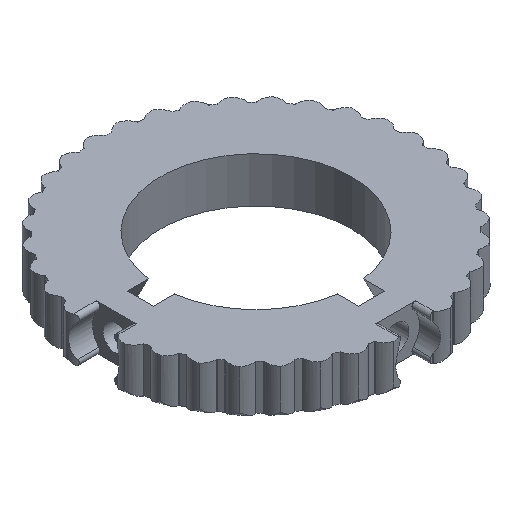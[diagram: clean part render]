
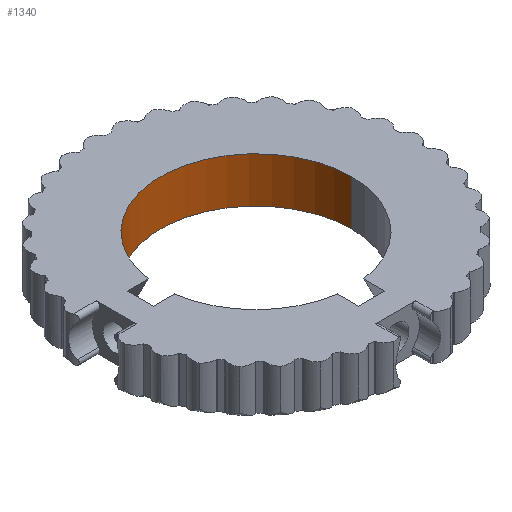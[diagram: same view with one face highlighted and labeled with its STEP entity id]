
A CAD part, isometric view. The second image highlights one B-rep face of the part: STEP entity #1340.
In plain terms, the highlighted cylindrical face has radius 12.65 mm (diameter 25.3 mm), a partial arc.
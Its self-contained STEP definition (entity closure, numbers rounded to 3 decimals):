
#165 =( BOUNDED_CURVE ( )  B_SPLINE_CURVE ( 3, ( #1672, #6935, #3671, #7643 ),
 .UNSPECIFIED., .F., .F. ) 
 B_SPLINE_CURVE_WITH_KNOTS ( ( 4, 4 ),
 ( 4.85, 4.99 ),
 .UNSPECIFIED. ) 
 CURVE ( )  GEOMETRIC_REPRESENTATION_ITEM ( )  RATIONAL_B_SPLINE_CURVE ( ( 1., 0.998, 0.998, 1. ) ) 
 REPRESENTATION_ITEM ( '' )  );
#179 = EDGE_CURVE ( 'NONE', #6570, #8179, #6942, .T. ) ;
#510 = FACE_OUTER_BOUND ( 'NONE', #851, .T. ) ;
#615 = AXIS2_PLACEMENT_3D ( 'NONE', #8324, #6879, #1790 ) ;
#702 = LINE ( 'NONE', #3384, #5410 ) ;
#851 = EDGE_LOOP ( 'NONE', ( #2049, #7486, #2991, #1627, #2084 ) ) ;
#1119 = CARTESIAN_POINT ( 'NONE',  ( 12.65, 0., -14.5 ) ) ;
#1340 = ADVANCED_FACE ( 'NONE', ( #510 ), #3149, .F. ) ;
#1391 = VERTEX_POINT ( 'NONE', #3879 ) ;
#1627 = ORIENTED_EDGE ( 'NONE', *, *, #6615, .F. ) ;
#1672 = CARTESIAN_POINT ( 'NONE',  ( -12.531, 1.732, -14.5 ) ) ;
#1686 = CARTESIAN_POINT ( 'NONE',  ( 0., 0., -14.5 ) ) ;
#1790 = DIRECTION ( 'NONE',  ( -1., 0., 0. ) ) ;
#1798 = CARTESIAN_POINT ( 'NONE',  ( -12.166, 3.464, -11.5 ) ) ;
#2049 = ORIENTED_EDGE ( 'NONE', *, *, #5236, .T. ) ;
#2084 = ORIENTED_EDGE ( 'NONE', *, *, #2281, .F. ) ;
#2240 = CIRCLE ( 'NONE', #7081, 12.65 ) ;
#2281 = EDGE_CURVE ( 'NONE', #8476, #1391, #165, .T. ) ;
#2318 = VERTEX_POINT ( 'NONE', #1119 ) ;
#2529 = DIRECTION ( 'NONE',  ( 1., 0., 0. ) ) ;
#2735 = DIRECTION ( 'NONE',  ( 0., 0., 1. ) ) ;
#2991 = ORIENTED_EDGE ( 'NONE', *, *, #179, .F. ) ;
#3149 = CYLINDRICAL_SURFACE ( 'NONE', #7650, 12.65 ) ;
#3384 = CARTESIAN_POINT ( 'NONE',  ( 12.65, 0., -14.5 ) ) ;
#3669 = CARTESIAN_POINT ( 'NONE',  ( -12.531, 1.732, -8.5 ) ) ;
#3671 = CARTESIAN_POINT ( 'NONE',  ( -12.328, 2.896, -12.484 ) ) ;
#3879 = CARTESIAN_POINT ( 'NONE',  ( -12.166, 3.464, -11.5 ) ) ;
#4777 = CARTESIAN_POINT ( 'NONE',  ( 12.65, 0., -8.5 ) ) ;
#5075 = CARTESIAN_POINT ( 'NONE',  ( -12.328, 2.896, -10.516 ) ) ;
#5174 = CARTESIAN_POINT ( 'NONE',  ( -12.531, 1.732, -14.5 ) ) ;
#5236 = EDGE_CURVE ( 'NONE', #8476, #2318, #2240, .T. ) ;
#5410 = VECTOR ( 'NONE', #2735, 1000. ) ;
#5668 =( BOUNDED_CURVE ( )  B_SPLINE_CURVE ( 3, ( #1798, #5075, #7074, #8250 ),
 .UNSPECIFIED., .F., .F. ) 
 B_SPLINE_CURVE_WITH_KNOTS ( ( 4, 4 ),
 ( 4.435, 4.575 ),
 .UNSPECIFIED. ) 
 CURVE ( )  GEOMETRIC_REPRESENTATION_ITEM ( )  RATIONAL_B_SPLINE_CURVE ( ( 1., 0.998, 0.998, 1. ) ) 
 REPRESENTATION_ITEM ( '' )  );
#5753 = CARTESIAN_POINT ( 'NONE',  ( 0., 0., -14.5 ) ) ;
#6261 = DIRECTION ( 'NONE',  ( 0., 0., -1. ) ) ;
#6570 = VERTEX_POINT ( 'NONE', #3669 ) ;
#6615 = EDGE_CURVE ( 'NONE', #1391, #6570, #5668, .T. ) ;
#6879 = DIRECTION ( 'NONE',  ( 0., 0., -1. ) ) ;
#6902 = DIRECTION ( 'NONE',  ( -1., 0., 0. ) ) ;
#6935 = CARTESIAN_POINT ( 'NONE',  ( -12.45, 2.317, -13.486 ) ) ;
#6942 = CIRCLE ( 'NONE', #615, 12.65 ) ;
#7074 = CARTESIAN_POINT ( 'NONE',  ( -12.45, 2.317, -9.514 ) ) ;
#7081 = AXIS2_PLACEMENT_3D ( 'NONE', #1686, #6261, #6902 ) ;
#7157 = DIRECTION ( 'NONE',  ( 0., 0., 1. ) ) ;
#7486 = ORIENTED_EDGE ( 'NONE', *, *, #7595, .T. ) ;
#7595 = EDGE_CURVE ( 'NONE', #2318, #8179, #702, .T. ) ;
#7643 = CARTESIAN_POINT ( 'NONE',  ( -12.166, 3.464, -11.5 ) ) ;
#7650 = AXIS2_PLACEMENT_3D ( 'NONE', #5753, #7157, #2529 ) ;
#8179 = VERTEX_POINT ( 'NONE', #4777 ) ;
#8250 = CARTESIAN_POINT ( 'NONE',  ( -12.531, 1.732, -8.5 ) ) ;
#8324 = CARTESIAN_POINT ( 'NONE',  ( 0., 0., -8.5 ) ) ;
#8476 = VERTEX_POINT ( 'NONE', #5174 ) ;
